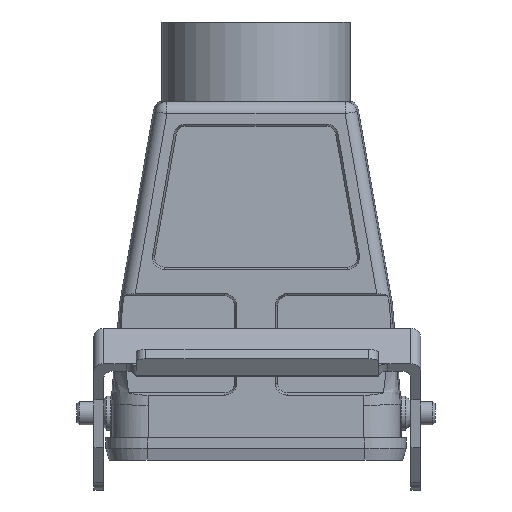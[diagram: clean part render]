
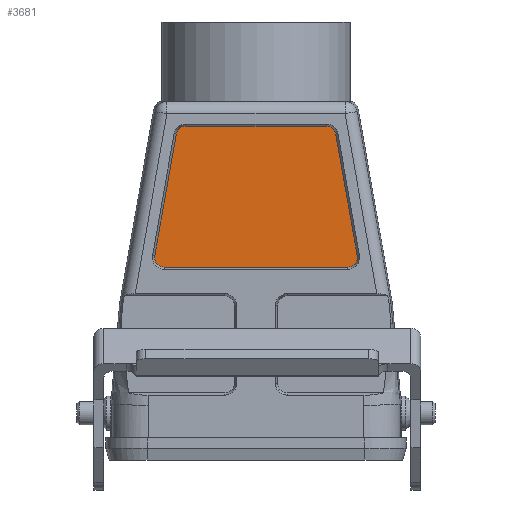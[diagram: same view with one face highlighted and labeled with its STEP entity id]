
A CAD part, front view. The second image highlights one B-rep face of the part: STEP entity #3681.
In plain terms, the highlighted planar face has unit normal (0, -1, 0).
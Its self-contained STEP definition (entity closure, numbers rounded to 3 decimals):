
#3606=CARTESIAN_POINT('',(-19.004,-20.25,30.25));
#3607=DIRECTION('',(0.0,-1.0,0.0));
#3608=DIRECTION('',(0.0,0.0,-1.0));
#3609=AXIS2_PLACEMENT_3D('',#3606,#3607,#3608);
#3610=PLANE('',#3609);
#3611=CARTESIAN_POINT('',(-19.004,-20.25,28.305));
#3612=VERTEX_POINT('',#3611);
#3613=CARTESIAN_POINT('',(19.004,-20.25,28.305));
#3614=VERTEX_POINT('',#3613);
#3615=CARTESIAN_POINT('',(-19.004,-20.25,28.305));
#3616=DIRECTION('',(1.0,0.0,0.0));
#3617=VECTOR('',#3616,38.008);
#3618=LINE('',#3615,#3617);
#3619=EDGE_CURVE('',#3612,#3614,#3618,.T.);
#3620=ORIENTED_EDGE('',*,*,#3619,.T.);
#3621=CARTESIAN_POINT('',(20.92,-20.25,30.588));
#3622=VERTEX_POINT('',#3621);
#3623=CARTESIAN_POINT('',(19.004,-20.25,30.25));
#3624=DIRECTION('',(0.0,1.0,0.0));
#3625=DIRECTION('',(0.0,0.0,-1.0));
#3626=AXIS2_PLACEMENT_3D('',#3623,#3624,#3625);
#3627=CIRCLE('',#3626,1.945);
#3628=EDGE_CURVE('',#3622,#3614,#3627,.T.);
#3629=ORIENTED_EDGE('',*,*,#3628,.F.);
#3630=CARTESIAN_POINT('',(16.476,-20.25,55.788));
#3631=VERTEX_POINT('',#3630);
#3632=CARTESIAN_POINT('',(16.476,-20.25,55.788));
#3633=DIRECTION('',(0.174,0.0,-0.985));
#3634=VECTOR('',#3633,25.589);
#3635=LINE('',#3632,#3634);
#3636=EDGE_CURVE('',#3631,#3622,#3635,.T.);
#3637=ORIENTED_EDGE('',*,*,#3636,.F.);
#3638=CARTESIAN_POINT('',(14.561,-20.25,57.395));
#3639=VERTEX_POINT('',#3638);
#3640=CARTESIAN_POINT('',(14.561,-20.25,55.45));
#3641=DIRECTION('',(0.0,1.0,0.0));
#3642=DIRECTION('',(0.0,0.0,-1.0));
#3643=AXIS2_PLACEMENT_3D('',#3640,#3641,#3642);
#3644=CIRCLE('',#3643,1.945);
#3645=EDGE_CURVE('',#3639,#3631,#3644,.T.);
#3646=ORIENTED_EDGE('',*,*,#3645,.F.);
#3647=CARTESIAN_POINT('',(-14.561,-20.25,57.395));
#3648=VERTEX_POINT('',#3647);
#3649=CARTESIAN_POINT('',(-14.561,-20.25,57.395));
#3650=DIRECTION('',(1.0,0.0,0.0));
#3651=VECTOR('',#3650,29.122);
#3652=LINE('',#3649,#3651);
#3653=EDGE_CURVE('',#3648,#3639,#3652,.T.);
#3654=ORIENTED_EDGE('',*,*,#3653,.F.);
#3655=CARTESIAN_POINT('',(-16.476,-20.25,55.788));
#3656=VERTEX_POINT('',#3655);
#3657=CARTESIAN_POINT('',(-14.561,-20.25,55.45));
#3658=DIRECTION('',(0.0,1.0,0.0));
#3659=DIRECTION('',(0.0,0.0,-1.0));
#3660=AXIS2_PLACEMENT_3D('',#3657,#3658,#3659);
#3661=CIRCLE('',#3660,1.945);
#3662=EDGE_CURVE('',#3656,#3648,#3661,.T.);
#3663=ORIENTED_EDGE('',*,*,#3662,.F.);
#3664=CARTESIAN_POINT('',(-20.92,-20.25,30.588));
#3665=VERTEX_POINT('',#3664);
#3666=CARTESIAN_POINT('',(-16.476,-20.25,55.788));
#3667=DIRECTION('',(-0.174,0.0,-0.985));
#3668=VECTOR('',#3667,25.589);
#3669=LINE('',#3666,#3668);
#3670=EDGE_CURVE('',#3656,#3665,#3669,.T.);
#3671=ORIENTED_EDGE('',*,*,#3670,.T.);
#3672=CARTESIAN_POINT('',(-19.004,-20.25,30.25));
#3673=DIRECTION('',(0.0,-1.0,0.0));
#3674=DIRECTION('',(0.0,0.0,-1.0));
#3675=AXIS2_PLACEMENT_3D('',#3672,#3673,#3674);
#3676=CIRCLE('',#3675,1.945);
#3677=EDGE_CURVE('',#3665,#3612,#3676,.T.);
#3678=ORIENTED_EDGE('',*,*,#3677,.T.);
#3679=EDGE_LOOP('',(#3620,#3629,#3637,#3646,#3654,#3663,#3671,#3678));
#3680=FACE_OUTER_BOUND('',#3679,.T.);
#3681=ADVANCED_FACE('',(#3680),#3610,.T.);
